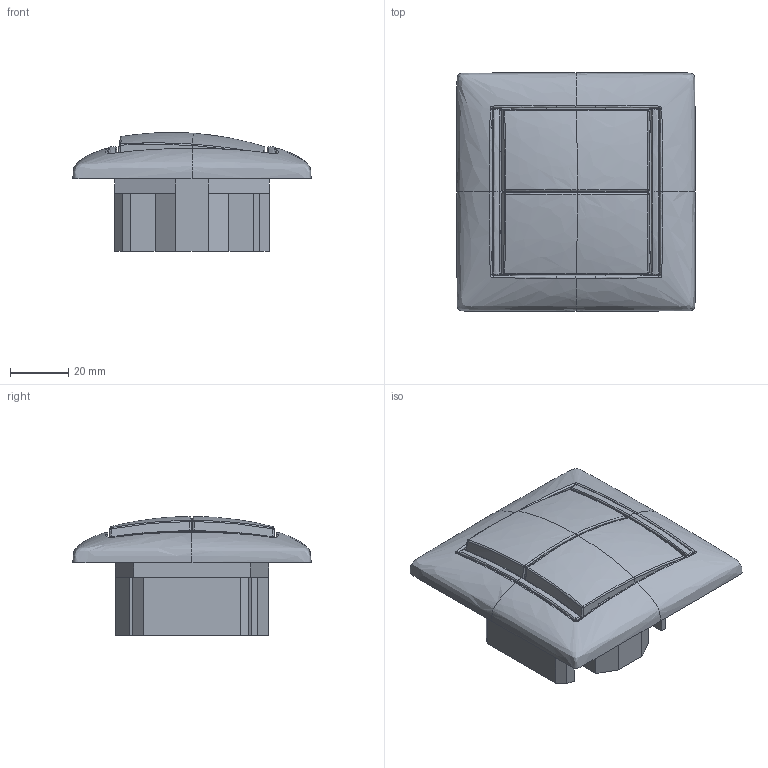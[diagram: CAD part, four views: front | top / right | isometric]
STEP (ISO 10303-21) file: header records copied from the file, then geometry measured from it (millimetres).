
FILE_DESCRIPTION (( 'STEP AP214' ), '1' );
FILE_NAME ('770098.STEP', '2025-09-02T10:20:52', ( '' ), ( '' ), 'SwSTEP 2.0', 'SolidWorks 2022', '' );
FILE_SCHEMA (( 'AUTOMOTIVE_DESIGN' ));
Length unit declared in the file: millimetre
Products named in the file (1): 770098
Bounding box: 82 x 82 x 40.92 mm (x, y, z)
Surface area: 33575.3 mm2 (no closed solid volume)
Topology: 0 solids, 10 shells, 959 faces, 2589 edges, 1599 vertices
Faces by surface type: bspline 459, plane 295, cylinder 152, sphere 25, cone 20, torus 8
Entity records: 76095 total; most frequent: CARTESIAN_POINT 59115, ORIENTED_EDGE 5027, EDGE_CURVE 2525, B_SPLINE_CURVE_WITH_KNOTS 2523, VERTEX_POINT 1567, DIRECTION 983, EDGE_LOOP 954, ADVANCED_FACE 949
